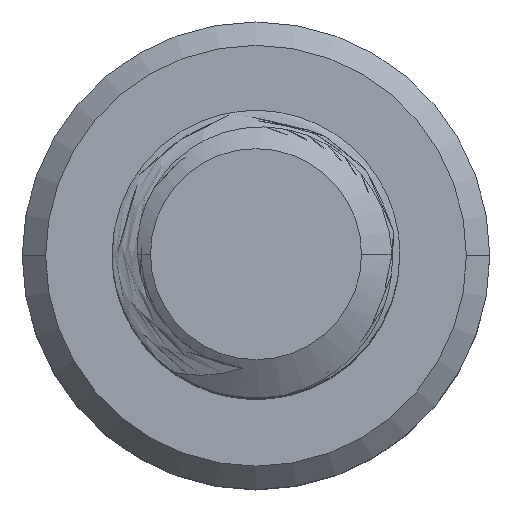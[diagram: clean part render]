
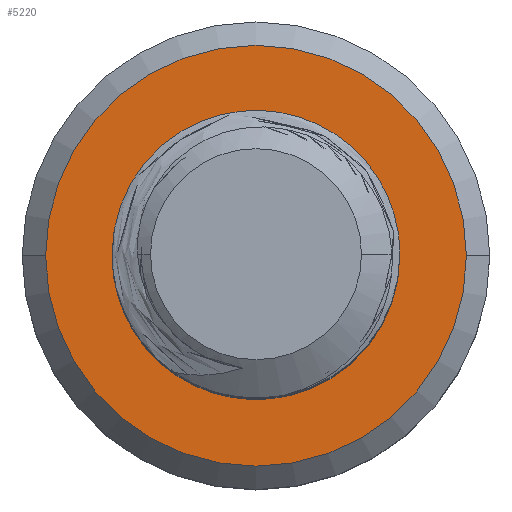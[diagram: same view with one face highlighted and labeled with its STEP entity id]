
A CAD part, top view. The second image highlights one B-rep face of the part: STEP entity #5220.
In plain terms, the highlighted planar face has unit normal (0, 0, 1).
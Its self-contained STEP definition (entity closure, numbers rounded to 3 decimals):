
#1512 = DIRECTION ( 'NONE',  ( 1., 0., 0. ) ) ;
#1513 = DIRECTION ( 'NONE',  ( 0., 0., 1. ) ) ;
#1514 = CARTESIAN_POINT ( 'NONE',  ( 0., 0., -25. ) ) ;
#1515 = AXIS2_PLACEMENT_3D ( 'NONE', #1514, #1513, #1512 ) ;
#1516 = CIRCLE ( 'NONE', #1515, 4. ) ;
#1517 = CARTESIAN_POINT ( 'NONE',  ( 0., 4., -25. ) ) ;
#1710 = CARTESIAN_POINT ( 'NONE',  ( -2.803, 2.854, -25. ) ) ;
#1883 = DIRECTION ( 'NONE',  ( -1., 0., 0. ) ) ;
#1884 = DIRECTION ( 'NONE',  ( 0., 0., 1. ) ) ;
#1885 = CARTESIAN_POINT ( 'NONE',  ( 0., 0., -25. ) ) ;
#1886 = AXIS2_PLACEMENT_3D ( 'NONE', #1885, #1884, #1883 ) ;
#1887 = CIRCLE ( 'NONE', #1886, 5.85 ) ;
#1924 = VERTEX_POINT ( 'NONE', #1517 ) ;
#2034 = EDGE_CURVE ( 'NONE', #1924, #4137, #1516, .T. ) ;
#2551 = CARTESIAN_POINT ( 'NONE',  ( 0.358, 3.972, -25. ) ) ;
#2552 = CARTESIAN_POINT ( 'NONE',  ( 0., 4., -25. ) ) ;
#2553 = B_SPLINE_CURVE_WITH_KNOTS ( 'NONE', 3,
 ( #2552, #2551, #2595, #2594, #2593, #2592, #2591, #2590, #2589, #2588, #2587, #2586, #2585, #2584, #2583, #2582, #2581, #2580, #2579, #2578, #2577, #2576, #2575, #2574, #2573, #2572 ),
 .UNSPECIFIED., .F., .F.,
 ( 4, 2, 2, 2, 2, 2, 2, 2, 2, 2, 2, 2, 4 ),
 ( 0., 0.001, 0.002, 0.003, 0.003, 0.004, 0.005, 0.005, 0.006, 0.006, 0.007, 0.007, 0.009 ),
 .UNSPECIFIED. ) ;
#2572 = CARTESIAN_POINT ( 'NONE',  ( 2.234, -2.275, -25. ) ) ;
#2573 = CARTESIAN_POINT ( 'NONE',  ( 2.517, -2.052, -25. ) ) ;
#2574 = CARTESIAN_POINT ( 'NONE',  ( 2.751, -1.788, -25. ) ) ;
#2575 = CARTESIAN_POINT ( 'NONE',  ( 3.037, -1.337, -25. ) ) ;
#2576 = CARTESIAN_POINT ( 'NONE',  ( 3.121, -1.177, -25. ) ) ;
#2577 = CARTESIAN_POINT ( 'NONE',  ( 3.263, -0.851, -25. ) ) ;
#2578 = CARTESIAN_POINT ( 'NONE',  ( 3.321, -0.684, -25. ) ) ;
#2579 = CARTESIAN_POINT ( 'NONE',  ( 3.411, -0.34, -25. ) ) ;
#2580 = CARTESIAN_POINT ( 'NONE',  ( 3.443, -0.162, -25. ) ) ;
#2581 = CARTESIAN_POINT ( 'NONE',  ( 3.478, 0.193, -25. ) ) ;
#2582 = CARTESIAN_POINT ( 'NONE',  ( 3.482, 0.37, -25. ) ) ;
#2583 = CARTESIAN_POINT ( 'NONE',  ( 3.462, 0.724, -25. ) ) ;
#2584 = CARTESIAN_POINT ( 'NONE',  ( 3.439, 0.902, -25. ) ) ;
#2585 = CARTESIAN_POINT ( 'NONE',  ( 3.364, 1.252, -25. ) ) ;
#2586 = CARTESIAN_POINT ( 'NONE',  ( 3.314, 1.421, -25. ) ) ;
#2587 = CARTESIAN_POINT ( 'NONE',  ( 3.125, 1.917, -25. ) ) ;
#2588 = CARTESIAN_POINT ( 'NONE',  ( 2.946, 2.232, -25. ) ) ;
#2589 = CARTESIAN_POINT ( 'NONE',  ( 2.623, 2.655, -25. ) ) ;
#2590 = CARTESIAN_POINT ( 'NONE',  ( 2.506, 2.788, -25. ) ) ;
#2591 = CARTESIAN_POINT ( 'NONE',  ( 2.254, 3.038, -25. ) ) ;
#2592 = CARTESIAN_POINT ( 'NONE',  ( 2.117, 3.155, -25. ) ) ;
#2593 = CARTESIAN_POINT ( 'NONE',  ( 1.688, 3.474, -25. ) ) ;
#2594 = CARTESIAN_POINT ( 'NONE',  ( 1.377, 3.643, -25. ) ) ;
#2595 = CARTESIAN_POINT ( 'NONE',  ( 0.705, 3.895, -25. ) ) ;
#2598 = CARTESIAN_POINT ( 'NONE',  ( 2.234, -2.275, -25. ) ) ;
#2605 = CARTESIAN_POINT ( 'NONE',  ( -2.803, 2.854, -25. ) ) ;
#2606 = CARTESIAN_POINT ( 'NONE',  ( -3.036, 2.582, -25. ) ) ;
#2607 = CARTESIAN_POINT ( 'NONE',  ( -3.231, 2.28, -25. ) ) ;
#2608 = CARTESIAN_POINT ( 'NONE',  ( -3.536, 1.64, -25. ) ) ;
#2609 = CARTESIAN_POINT ( 'NONE',  ( -3.644, 1.294, -25. ) ) ;
#2610 = CARTESIAN_POINT ( 'NONE',  ( -3.728, 0.769, -25. ) ) ;
#2611 = CARTESIAN_POINT ( 'NONE',  ( -3.743, 0.593, -25. ) ) ;
#2612 = CARTESIAN_POINT ( 'NONE',  ( -3.749, 0.237, -25. ) ) ;
#2613 = CARTESIAN_POINT ( 'NONE',  ( -3.739, 0.057, -25. ) ) ;
#2614 = CARTESIAN_POINT ( 'NONE',  ( -3.693, -0.295, -25. ) ) ;
#2615 = CARTESIAN_POINT ( 'NONE',  ( -3.658, -0.469, -25. ) ) ;
#2616 = CARTESIAN_POINT ( 'NONE',  ( -3.562, -0.811, -25. ) ) ;
#2617 = CARTESIAN_POINT ( 'NONE',  ( -3.502, -0.981, -25. ) ) ;
#2618 = CARTESIAN_POINT ( 'NONE',  ( -3.357, -1.307, -25. ) ) ;
#2619 = CARTESIAN_POINT ( 'NONE',  ( -3.274, -1.464, -25. ) ) ;
#2620 = CARTESIAN_POINT ( 'NONE',  ( -3.086, -1.764, -25. ) ) ;
#2621 = CARTESIAN_POINT ( 'NONE',  ( -2.98, -1.91, -25. ) ) ;
#2622 = CARTESIAN_POINT ( 'NONE',  ( -2.629, -2.315, -25. ) ) ;
#2623 = CARTESIAN_POINT ( 'NONE',  ( -2.356, -2.544, -25. ) ) ;
#2624 = CARTESIAN_POINT ( 'NONE',  ( -1.741, -2.912, -25. ) ) ;
#2625 = CARTESIAN_POINT ( 'NONE',  ( -1.413, -3.044, -25. ) ) ;
#2626 = CARTESIAN_POINT ( 'NONE',  ( -0.712, -3.201, -25. ) ) ;
#2627 = CARTESIAN_POINT ( 'NONE',  ( -0.358, -3.223, -25. ) ) ;
#2628 = CARTESIAN_POINT ( 'NONE',  ( 0., -3.188, -25. ) ) ;
#2634 = CARTESIAN_POINT ( 'NONE',  ( 0., -3.188, -25. ) ) ;
#2635 = B_SPLINE_CURVE_WITH_KNOTS ( 'NONE', 3,
 ( #2628, #2627, #2626, #2625, #2624, #2623, #2622, #2621, #2620, #2619, #2618, #2617, #2616, #2615, #2614, #2613, #2612, #2611, #2610, #2609, #2608, #2607, #2606, #2605 ),
 .UNSPECIFIED., .F., .F.,
 ( 4, 2, 2, 2, 2, 2, 2, 2, 2, 2, 2, 4 ),
 ( 0., 0.001, 0.002, 0.003, 0.004, 0.004, 0.005, 0.005, 0.006, 0.006, 0.007, 0.009 ),
 .UNSPECIFIED. ) ;
#2747 = CARTESIAN_POINT ( 'NONE',  ( 0., 0., -25. ) ) ;
#2779 = CARTESIAN_POINT ( 'NONE',  ( 5.85, 0., -25. ) ) ;
#2780 = CARTESIAN_POINT ( 'NONE',  ( -5.85, 0., -25. ) ) ;
#2927 = AXIS2_PLACEMENT_3D ( 'NONE', #2747, #3110, #3109 ) ;
#2928 = PLANE ( 'NONE',  #2927 ) ;
#3109 = DIRECTION ( 'NONE',  ( -1., 0., 0. ) ) ;
#3110 = DIRECTION ( 'NONE',  ( 0., 0., -1. ) ) ;
#3111 = FACE_BOUND ( 'NONE', #5287, .T. ) ;
#3112 = FACE_OUTER_BOUND ( 'NONE', #5235, .T. ) ;
#3222 = CIRCLE ( 'NONE', #3253, 3.188 ) ;
#3250 = DIRECTION ( 'NONE',  ( 1., 0., 0. ) ) ;
#3251 = DIRECTION ( 'NONE',  ( 0., 0., -1. ) ) ;
#3252 = CARTESIAN_POINT ( 'NONE',  ( 0., 0., -25. ) ) ;
#3253 = AXIS2_PLACEMENT_3D ( 'NONE', #3252, #3251, #3250 ) ;
#3494 = DIRECTION ( 'NONE',  ( -1., 0., 0. ) ) ;
#3495 = DIRECTION ( 'NONE',  ( 0., 0., 1. ) ) ;
#3496 = CARTESIAN_POINT ( 'NONE',  ( 0., 0., -25. ) ) ;
#3497 = AXIS2_PLACEMENT_3D ( 'NONE', #3496, #3495, #3494 ) ;
#3498 = CIRCLE ( 'NONE', #3497, 5.85 ) ;
#4137 = VERTEX_POINT ( 'NONE', #1710 ) ;
#4228 = EDGE_CURVE ( 'NONE', #4950, #4948, #1887, .T. ) ;
#4707 = EDGE_CURVE ( 'NONE', #1924, #4722, #2553, .T. ) ;
#4722 = VERTEX_POINT ( 'NONE', #2598 ) ;
#4737 = EDGE_CURVE ( 'NONE', #4738, #4137, #2635, .T. ) ;
#4738 = VERTEX_POINT ( 'NONE', #2634 ) ;
#4948 = VERTEX_POINT ( 'NONE', #2780 ) ;
#4950 = VERTEX_POINT ( 'NONE', #2779 ) ;
#5179 = EDGE_CURVE ( 'NONE', #4722, #4738, #3222, .T. ) ;
#5220 = ADVANCED_FACE ( 'NONE', ( #3112, #3111 ), #2928, .F. ) ;
#5228 = ORIENTED_EDGE ( 'NONE', *, *, #5296, .T. ) ;
#5235 = EDGE_LOOP ( 'NONE', ( #5228, #5300 ) ) ;
#5278 = ORIENTED_EDGE ( 'NONE', *, *, #5179, .T. ) ;
#5279 = ORIENTED_EDGE ( 'NONE', *, *, #4707, .T. ) ;
#5280 = ORIENTED_EDGE ( 'NONE', *, *, #4737, .T. ) ;
#5287 = EDGE_LOOP ( 'NONE', ( #5288, #5279, #5278, #5280 ) ) ;
#5288 = ORIENTED_EDGE ( 'NONE', *, *, #2034, .F. ) ;
#5296 = EDGE_CURVE ( 'NONE', #4948, #4950, #3498, .T. ) ;
#5300 = ORIENTED_EDGE ( 'NONE', *, *, #4228, .T. ) ;
